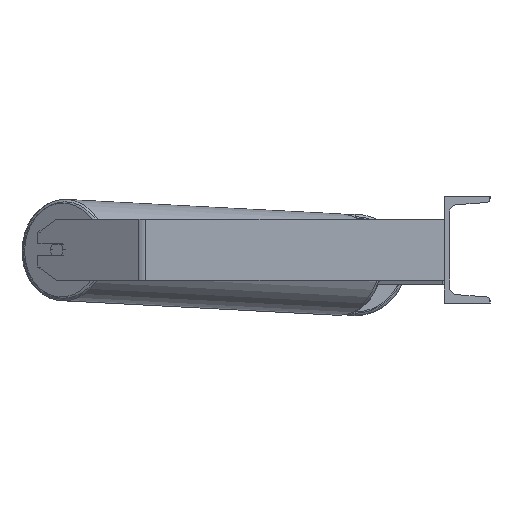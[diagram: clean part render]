
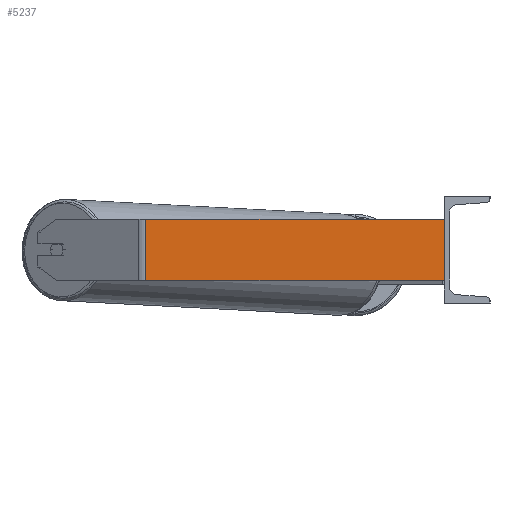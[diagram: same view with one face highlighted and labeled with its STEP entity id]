
A CAD part, left-side view. The second image highlights one B-rep face of the part: STEP entity #5237.
In plain terms, the highlighted planar face has unit normal (-1, 0, 0).
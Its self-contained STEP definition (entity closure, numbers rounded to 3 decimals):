
#398 = VECTOR ( 'NONE', #1432, 1000. ) ;
#486 = LINE ( 'NONE', #6069, #2775 ) ;
#716 = EDGE_CURVE ( 'NONE', #2244, #5260, #486, .T. ) ;
#1432 = DIRECTION ( 'NONE',  ( 0., 0., -1. ) ) ;
#1472 = CARTESIAN_POINT ( 'NONE',  ( -985., 391.224, 40. ) ) ;
#1615 = DIRECTION ( 'NONE',  ( 0., 0., -1. ) ) ;
#1696 = PLANE ( 'NONE',  #6323 ) ;
#1915 = VECTOR ( 'NONE', #1615, 1000. ) ;
#2067 = CARTESIAN_POINT ( 'NONE',  ( -985., 391.224, -40. ) ) ;
#2239 = DIRECTION ( 'NONE',  ( 0., 1., 0. ) ) ;
#2244 = VERTEX_POINT ( 'NONE', #6193 ) ;
#2663 = EDGE_CURVE ( 'NONE', #5260, #8275, #2946, .T. ) ;
#2771 = VERTEX_POINT ( 'NONE', #2067 ) ;
#2775 = VECTOR ( 'NONE', #3363, 1000. ) ;
#2946 = LINE ( 'NONE', #5081, #1915 ) ;
#3016 = CARTESIAN_POINT ( 'NONE',  ( -985., 396.269, 40. ) ) ;
#3363 = DIRECTION ( 'NONE',  ( 0., -1., 0. ) ) ;
#3718 = FACE_OUTER_BOUND ( 'NONE', #3838, .T. ) ;
#3838 = EDGE_LOOP ( 'NONE', ( #8771, #7259, #8445, #6553 ) ) ;
#4288 = LINE ( 'NONE', #7054, #6358 ) ;
#4509 = CARTESIAN_POINT ( 'NONE',  ( -985., 0., 40. ) ) ;
#5081 = CARTESIAN_POINT ( 'NONE',  ( -985., 0., 40. ) ) ;
#5237 = ADVANCED_FACE ( 'NONE', ( #3718 ), #1696, .F. ) ;
#5260 = VERTEX_POINT ( 'NONE', #4509 ) ;
#6069 = CARTESIAN_POINT ( 'NONE',  ( -985., 396.269, 40. ) ) ;
#6193 = CARTESIAN_POINT ( 'NONE',  ( -985., 391.224, 40. ) ) ;
#6323 = AXIS2_PLACEMENT_3D ( 'NONE', #3016, #8623, #2239 ) ;
#6358 = VECTOR ( 'NONE', #8272, 1000. ) ;
#6553 = ORIENTED_EDGE ( 'NONE', *, *, #8672, .T. ) ;
#7054 = CARTESIAN_POINT ( 'NONE',  ( -985., 396.269, -40. ) ) ;
#7075 = CARTESIAN_POINT ( 'NONE',  ( -985., 0., -40. ) ) ;
#7259 = ORIENTED_EDGE ( 'NONE', *, *, #2663, .F. ) ;
#8021 = EDGE_CURVE ( 'NONE', #2771, #8275, #4288, .T. ) ;
#8272 = DIRECTION ( 'NONE',  ( 0., -1., 0. ) ) ;
#8275 = VERTEX_POINT ( 'NONE', #7075 ) ;
#8395 = LINE ( 'NONE', #1472, #398 ) ;
#8445 = ORIENTED_EDGE ( 'NONE', *, *, #716, .F. ) ;
#8623 = DIRECTION ( 'NONE',  ( 1., 0., 0. ) ) ;
#8672 = EDGE_CURVE ( 'NONE', #2244, #2771, #8395, .T. ) ;
#8771 = ORIENTED_EDGE ( 'NONE', *, *, #8021, .T. ) ;
